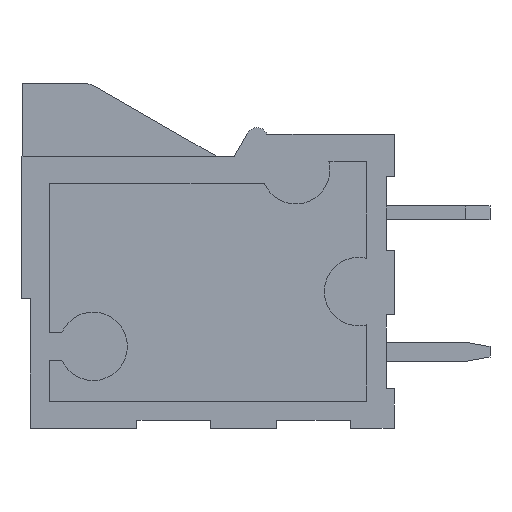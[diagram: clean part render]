
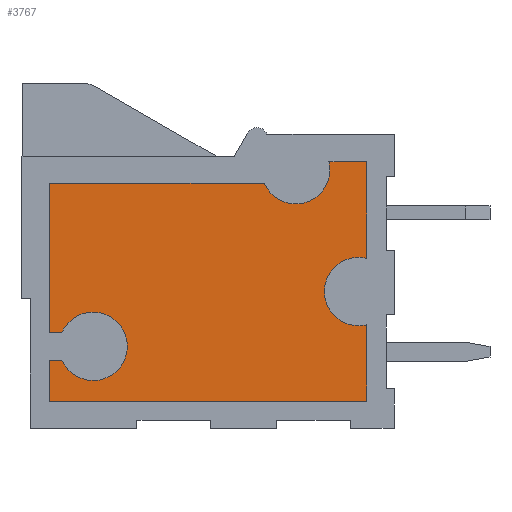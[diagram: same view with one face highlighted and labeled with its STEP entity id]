
A CAD part, left-side view. The second image highlights one B-rep face of the part: STEP entity #3767.
In plain terms, the highlighted planar face has unit normal (-1, 0, 0).
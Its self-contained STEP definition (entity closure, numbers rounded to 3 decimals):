
#2365 = EDGE_CURVE('',#2366,#2368,#2370,.T.);
#2366 = VERTEX_POINT('',#2367);
#2367 = CARTESIAN_POINT('',(1.5,12.146,-10.1));
#2368 = VERTEX_POINT('',#2369);
#2369 = CARTESIAN_POINT('',(1.5,11.,-10.85));
#2370 = CIRCLE('',#2371,1.25);
#2371 = AXIS2_PLACEMENT_3D('',#2372,#2373,#2374);
#2372 = CARTESIAN_POINT('',(1.5,11.,-9.6));
#2373 = DIRECTION('',(-1.,0.,0.));
#2374 = DIRECTION('',(0.,0.,1.));
#2408 = EDGE_CURVE('',#2368,#2409,#2411,.T.);
#2409 = VERTEX_POINT('',#2410);
#2410 = CARTESIAN_POINT('',(1.5,11.,-8.35));
#2411 = CIRCLE('',#2412,1.25);
#2412 = AXIS2_PLACEMENT_3D('',#2413,#2414,#2415);
#2413 = CARTESIAN_POINT('',(1.5,11.,-9.6));
#2414 = DIRECTION('',(-1.,0.,0.));
#2415 = DIRECTION('',(0.,0.,1.));
#2440 = EDGE_CURVE('',#2441,#2443,#2445,.T.);
#2441 = VERTEX_POINT('',#2442);
#2442 = CARTESIAN_POINT('',(1.5,1.3,-6.35));
#2443 = VERTEX_POINT('',#2444);
#2444 = CARTESIAN_POINT('',(1.5,1.3,-8.85));
#2445 = CIRCLE('',#2446,1.25);
#2446 = AXIS2_PLACEMENT_3D('',#2447,#2448,#2449);
#2447 = CARTESIAN_POINT('',(1.5,1.3,-7.6));
#2448 = DIRECTION('',(-1.,0.,0.));
#2449 = DIRECTION('',(0.,0.,1.));
#2482 = EDGE_CURVE('',#2483,#2441,#2485,.T.);
#2483 = VERTEX_POINT('',#2484);
#2484 = CARTESIAN_POINT('',(1.5,1.,-6.387));
#2485 = CIRCLE('',#2486,1.25);
#2486 = AXIS2_PLACEMENT_3D('',#2487,#2488,#2489);
#2487 = CARTESIAN_POINT('',(1.5,1.3,-7.6));
#2488 = DIRECTION('',(-1.,0.,0.));
#2489 = DIRECTION('',(0.,0.,1.));
#3495 = EDGE_CURVE('',#2443,#3496,#3498,.T.);
#3496 = VERTEX_POINT('',#3497);
#3497 = CARTESIAN_POINT('',(1.5,1.,-8.813));
#3498 = CIRCLE('',#3499,1.25);
#3499 = AXIS2_PLACEMENT_3D('',#3500,#3501,#3502);
#3500 = CARTESIAN_POINT('',(1.5,1.3,-7.6));
#3501 = DIRECTION('',(-1.,0.,0.));
#3502 = DIRECTION('',(0.,0.,1.));
#3521 = EDGE_CURVE('',#3522,#3496,#3524,.T.);
#3522 = VERTEX_POINT('',#3523);
#3523 = CARTESIAN_POINT('',(1.5,1.,-11.6));
#3524 = LINE('',#3525,#3526);
#3525 = CARTESIAN_POINT('',(1.5,1.,0.));
#3526 = VECTOR('',#3527,1.);
#3527 = DIRECTION('',(0.,0.,1.));
#3545 = EDGE_CURVE('',#3546,#3522,#3548,.T.);
#3546 = VERTEX_POINT('',#3547);
#3547 = CARTESIAN_POINT('',(1.5,12.6,-11.6));
#3548 = LINE('',#3549,#3550);
#3549 = CARTESIAN_POINT('',(1.5,0.,-11.6));
#3550 = VECTOR('',#3551,1.);
#3551 = DIRECTION('',(0.,-1.,0.));
#3569 = EDGE_CURVE('',#3546,#3570,#3572,.T.);
#3570 = VERTEX_POINT('',#3571);
#3571 = CARTESIAN_POINT('',(1.5,12.6,-10.1));
#3572 = LINE('',#3573,#3574);
#3573 = CARTESIAN_POINT('',(1.5,12.6,0.));
#3574 = VECTOR('',#3575,1.);
#3575 = DIRECTION('',(0.,0.,1.));
#3593 = EDGE_CURVE('',#3570,#2366,#3594,.T.);
#3594 = LINE('',#3595,#3596);
#3595 = CARTESIAN_POINT('',(1.5,0.,-10.1));
#3596 = VECTOR('',#3597,1.);
#3597 = DIRECTION('',(0.,-1.,0.));
#3609 = EDGE_CURVE('',#2409,#3610,#3612,.T.);
#3610 = VERTEX_POINT('',#3611);
#3611 = CARTESIAN_POINT('',(1.5,12.146,-9.1));
#3612 = CIRCLE('',#3613,1.25);
#3613 = AXIS2_PLACEMENT_3D('',#3614,#3615,#3616);
#3614 = CARTESIAN_POINT('',(1.5,11.,-9.6));
#3615 = DIRECTION('',(-1.,0.,0.));
#3616 = DIRECTION('',(0.,0.,1.));
#3635 = EDGE_CURVE('',#3636,#3610,#3638,.T.);
#3636 = VERTEX_POINT('',#3637);
#3637 = CARTESIAN_POINT('',(1.5,12.6,-9.1));
#3638 = LINE('',#3639,#3640);
#3639 = CARTESIAN_POINT('',(1.5,0.,-9.1));
#3640 = VECTOR('',#3641,1.);
#3641 = DIRECTION('',(0.,-1.,0.));
#3659 = EDGE_CURVE('',#3636,#3660,#3662,.T.);
#3660 = VERTEX_POINT('',#3661);
#3661 = CARTESIAN_POINT('',(1.5,12.6,-3.65));
#3662 = LINE('',#3663,#3664);
#3663 = CARTESIAN_POINT('',(1.5,12.6,0.));
#3664 = VECTOR('',#3665,1.);
#3665 = DIRECTION('',(0.,0.,1.));
#3683 = EDGE_CURVE('',#3684,#3660,#3686,.T.);
#3684 = VERTEX_POINT('',#3685);
#3685 = CARTESIAN_POINT('',(1.5,4.746,-3.65));
#3686 = LINE('',#3687,#3688);
#3687 = CARTESIAN_POINT('',(1.5,0.,-3.65));
#3688 = VECTOR('',#3689,1.);
#3689 = DIRECTION('',(0.,1.,0.));
#3707 = EDGE_CURVE('',#3684,#3708,#3710,.T.);
#3708 = VERTEX_POINT('',#3709);
#3709 = CARTESIAN_POINT('',(1.5,2.387,-2.85));
#3710 = CIRCLE('',#3711,1.25);
#3711 = AXIS2_PLACEMENT_3D('',#3712,#3713,#3714);
#3712 = CARTESIAN_POINT('',(1.5,3.6,-3.15));
#3713 = DIRECTION('',(-1.,0.,0.));
#3714 = DIRECTION('',(0.,0.,1.));
#3732 = EDGE_CURVE('',#3708,#3733,#3735,.T.);
#3733 = VERTEX_POINT('',#3734);
#3734 = CARTESIAN_POINT('',(1.5,1.,-2.85));
#3735 = LINE('',#3736,#3737);
#3736 = CARTESIAN_POINT('',(1.5,0.,-2.85));
#3737 = VECTOR('',#3738,1.);
#3738 = DIRECTION('',(0.,-1.,0.));
#3756 = EDGE_CURVE('',#2483,#3733,#3757,.T.);
#3757 = LINE('',#3758,#3759);
#3758 = CARTESIAN_POINT('',(1.5,1.,0.));
#3759 = VECTOR('',#3760,1.);
#3760 = DIRECTION('',(0.,0.,1.));
#3767 = ADVANCED_FACE('',(#3768),#3786,.T.);
#3768 = FACE_BOUND('',#3769,.T.);
#3769 = EDGE_LOOP('',(#3770,#3771,#3772,#3773,#3774,#3775,#3776,#3777,
    #3778,#3779,#3780,#3781,#3782,#3783,#3784,#3785));
#3770 = ORIENTED_EDGE('',*,*,#2482,.F.);
#3771 = ORIENTED_EDGE('',*,*,#3756,.T.);
#3772 = ORIENTED_EDGE('',*,*,#3732,.F.);
#3773 = ORIENTED_EDGE('',*,*,#3707,.F.);
#3774 = ORIENTED_EDGE('',*,*,#3683,.T.);
#3775 = ORIENTED_EDGE('',*,*,#3659,.F.);
#3776 = ORIENTED_EDGE('',*,*,#3635,.T.);
#3777 = ORIENTED_EDGE('',*,*,#3609,.F.);
#3778 = ORIENTED_EDGE('',*,*,#2408,.F.);
#3779 = ORIENTED_EDGE('',*,*,#2365,.F.);
#3780 = ORIENTED_EDGE('',*,*,#3593,.F.);
#3781 = ORIENTED_EDGE('',*,*,#3569,.F.);
#3782 = ORIENTED_EDGE('',*,*,#3545,.T.);
#3783 = ORIENTED_EDGE('',*,*,#3521,.T.);
#3784 = ORIENTED_EDGE('',*,*,#3495,.F.);
#3785 = ORIENTED_EDGE('',*,*,#2440,.F.);
#3786 = PLANE('',#3787);
#3787 = AXIS2_PLACEMENT_3D('',#3788,#3789,#3790);
#3788 = CARTESIAN_POINT('',(1.5,0.,0.));
#3789 = DIRECTION('',(-1.,0.,0.));
#3790 = DIRECTION('',(0.,0.,1.));
